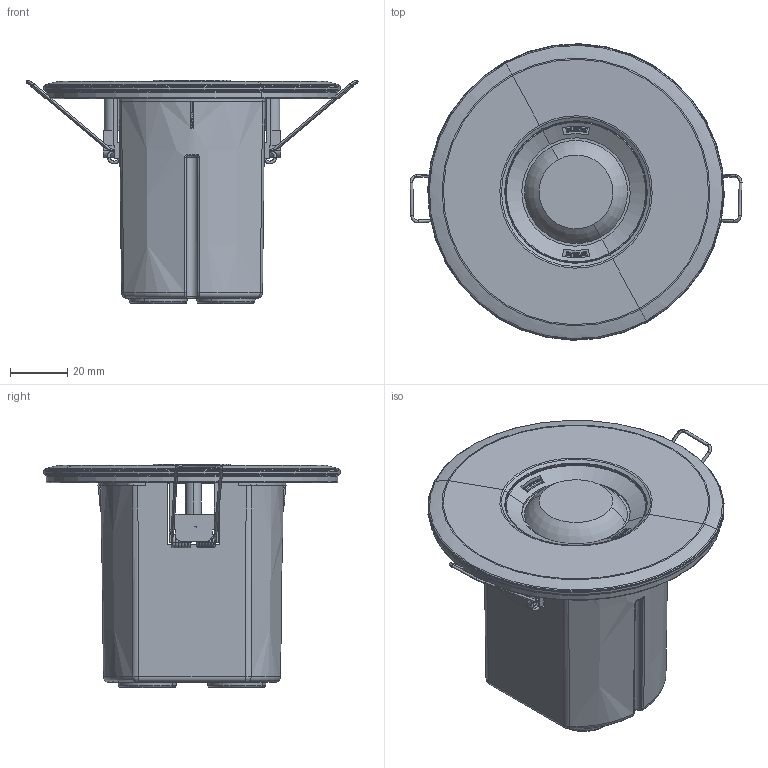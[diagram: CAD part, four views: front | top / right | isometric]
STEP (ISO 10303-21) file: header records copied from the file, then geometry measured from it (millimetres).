
FILE_DESCRIPTION(('',''),'2;1');
FILE_NAME('','',('none'),('none'),'','','none');
FILE_SCHEMA(('AUTOMOTIVE_DESIGN { 1 0 10303 214 1 1 1 1 }'));
Length unit declared in the file: millimetre
Products named in the file (1): EP10426858
Bounding box: 116.44 x 104 x 78.56 mm (x, y, z)
Volume: 222688.8 mm3; surface area: 58086.4 mm2
Topology: 13 solids, 13 shells, 550 faces, 1260 edges, 729 vertices
Faces by surface type: bspline 170, plane 154, cylinder 100, torus 80, cone 36, sphere 10
Entity records: 34624 total; most frequent: CARTESIAN_POINT 24562, ORIENTED_EDGE 2500, DIRECTION 1369, EDGE_CURVE 1250, VERTEX_POINT 729, AXIS2_PLACEMENT_3D 633, EDGE_LOOP 569, ADVANCED_FACE 550
